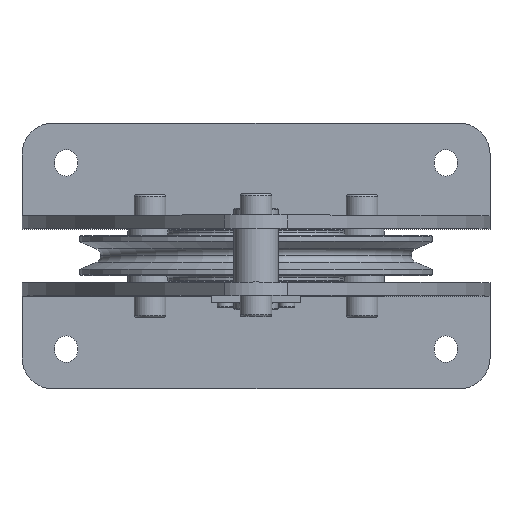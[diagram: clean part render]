
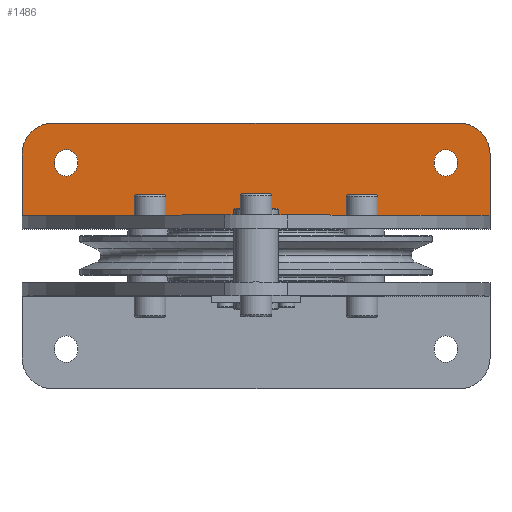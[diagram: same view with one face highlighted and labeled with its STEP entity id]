
A CAD part, top view. The second image highlights one B-rep face of the part: STEP entity #1486.
In plain terms, the highlighted planar face has unit normal (0, 0, 1).
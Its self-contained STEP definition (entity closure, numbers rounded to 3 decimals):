
#1486=ADVANCED_FACE('',(#3244,#3245,#3246),#3247,.T.);
#3244=FACE_BOUND('',#5276,.T.);
#3245=FACE_BOUND('',#5277,.T.);
#3246=FACE_OUTER_BOUND('',#5278,.T.);
#3247=PLANE('',#5279);
#5276=EDGE_LOOP('',(#9972,#9973,#9974,#9975));
#5277=EDGE_LOOP('',(#9976,#9977,#9978,#9979));
#5278=EDGE_LOOP('',(#9980,#9981,#9982,#9983,#9984,#9985));
#5279=AXIS2_PLACEMENT_3D('',#9986,#9987,#9988);
#9972=ORIENTED_EDGE('',*,*,#13821,.T.);
#9973=ORIENTED_EDGE('',*,*,#13822,.T.);
#9974=ORIENTED_EDGE('',*,*,#13823,.T.);
#9975=ORIENTED_EDGE('',*,*,#13824,.T.);
#9976=ORIENTED_EDGE('',*,*,#13825,.T.);
#9977=ORIENTED_EDGE('',*,*,#13826,.T.);
#9978=ORIENTED_EDGE('',*,*,#13827,.T.);
#9979=ORIENTED_EDGE('',*,*,#13828,.T.);
#9980=ORIENTED_EDGE('',*,*,#13829,.F.);
#9981=ORIENTED_EDGE('',*,*,#13807,.F.);
#9982=ORIENTED_EDGE('',*,*,#13819,.F.);
#9983=ORIENTED_EDGE('',*,*,#13790,.F.);
#9984=ORIENTED_EDGE('',*,*,#13830,.F.);
#9985=ORIENTED_EDGE('',*,*,#13831,.F.);
#9986=CARTESIAN_POINT('',(0.,96.546,-295.0));
#9987=DIRECTION('',(0.0,0.0,1.0));
#9988=DIRECTION('',(-1.0,0.0,0.0));
#13790=EDGE_CURVE('',#17109,#17111,#17112,.T.);
#13807=EDGE_CURVE('',#17140,#17142,#17143,.T.);
#13819=EDGE_CURVE('',#17111,#17140,#17156,.T.);
#13821=EDGE_CURVE('',#17158,#17159,#17160,.T.);
#13822=EDGE_CURVE('',#17159,#17161,#17162,.T.);
#13823=EDGE_CURVE('',#17161,#17163,#17164,.T.);
#13824=EDGE_CURVE('',#17163,#17158,#17165,.T.);
#13825=EDGE_CURVE('',#17166,#17167,#17168,.T.);
#13826=EDGE_CURVE('',#17167,#17169,#17170,.T.);
#13827=EDGE_CURVE('',#17169,#17171,#17172,.T.);
#13828=EDGE_CURVE('',#17171,#17166,#17173,.T.);
#13829=EDGE_CURVE('',#17142,#17174,#17175,.T.);
#13830=EDGE_CURVE('',#17176,#17109,#17177,.T.);
#13831=EDGE_CURVE('',#17174,#17176,#17178,.T.);
#17109=VERTEX_POINT('',#24636);
#17111=VERTEX_POINT('',#24639);
#17112=LINE('',#24640,#24641);
#17140=VERTEX_POINT('',#24676);
#17142=VERTEX_POINT('',#24679);
#17143=LINE('',#24680,#24681);
#17156=LINE('',#24697,#24698);
#17158=VERTEX_POINT('',#24700);
#17159=VERTEX_POINT('',#24701);
#17160=CIRCLE('',#24702,13.0);
#17161=VERTEX_POINT('',#24703);
#17162=LINE('',#24704,#24705);
#17163=VERTEX_POINT('',#24706);
#17164=CIRCLE('',#24707,13.0);
#17165=LINE('',#24708,#24709);
#17166=VERTEX_POINT('',#24710);
#17167=VERTEX_POINT('',#24711);
#17168=CIRCLE('',#24712,13.0);
#17169=VERTEX_POINT('',#24713);
#17170=LINE('',#24714,#24715);
#17171=VERTEX_POINT('',#24716);
#17172=CIRCLE('',#24717,13.0);
#17173=LINE('',#24718,#24719);
#17174=VERTEX_POINT('',#24720);
#17175=CIRCLE('',#24721,35.);
#17176=VERTEX_POINT('',#24722);
#17177=CIRCLE('',#24723,35.);
#17178=LINE('',#24724,#24725);
#24636=CARTESIAN_POINT('',(265.0,115.5,-295.0));
#24639=CARTESIAN_POINT('',(265.0,45.5,-295.0));
#24640=CARTESIAN_POINT('',(265.0,115.5,-295.0));
#24641=VECTOR('',#28896,1.0);
#24676=CARTESIAN_POINT('',(-265.0,45.5,-295.0));
#24679=CARTESIAN_POINT('',(-265.0,115.5,-295.0));
#24680=CARTESIAN_POINT('',(-265.0,45.5,-295.0));
#24681=VECTOR('',#28923,1.0);
#24697=CARTESIAN_POINT('',(0.,45.5,-295.0));
#24698=VECTOR('',#28942,1.0);
#24700=CARTESIAN_POINT('',(-228.0,107.5,-295.0));
#24701=CARTESIAN_POINT('',(-202.0,107.5,-295.0));
#24702=AXIS2_PLACEMENT_3D('',#28943,#28944,#28945);
#24703=CARTESIAN_POINT('',(-202.0,103.5,-295.0));
#24704=CARTESIAN_POINT('',(-202.0,101.023,-295.0));
#24705=VECTOR('',#28946,1.0);
#24706=CARTESIAN_POINT('',(-228.0,103.5,-295.0));
#24707=AXIS2_PLACEMENT_3D('',#28947,#28948,#28949);
#24708=CARTESIAN_POINT('',(-228.0,101.023,-295.0));
#24709=VECTOR('',#28950,1.0);
#24710=CARTESIAN_POINT('',(202.0,107.5,-295.0));
#24711=CARTESIAN_POINT('',(228.0,107.5,-295.0));
#24712=AXIS2_PLACEMENT_3D('',#28951,#28952,#28953);
#24713=CARTESIAN_POINT('',(228.0,103.5,-295.0));
#24714=CARTESIAN_POINT('',(228.0,101.023,-295.0));
#24715=VECTOR('',#28954,1.0);
#24716=CARTESIAN_POINT('',(202.0,103.5,-295.0));
#24717=AXIS2_PLACEMENT_3D('',#28955,#28956,#28957);
#24718=CARTESIAN_POINT('',(202.0,101.023,-295.0));
#24719=VECTOR('',#28958,1.0);
#24720=CARTESIAN_POINT('',(-230.,150.5,-295.0));
#24721=AXIS2_PLACEMENT_3D('',#28959,#28960,#28961);
#24722=CARTESIAN_POINT('',(230.0,150.5,-295.0));
#24723=AXIS2_PLACEMENT_3D('',#28962,#28963,#28964);
#24724=CARTESIAN_POINT('',(-230.0,150.5,-295.0));
#24725=VECTOR('',#28965,1.0);
#28896=DIRECTION('',(0.0,-1.0,0.0));
#28923=DIRECTION('',(0.0,1.0,0.0));
#28942=DIRECTION('',(-1.0,0.0,0.0));
#28943=CARTESIAN_POINT('',(-215.0,107.5,-295.0));
#28944=DIRECTION('',(-0.0,0.0,-1.0));
#28945=DIRECTION('',(-1.0,0.,0.0));
#28946=DIRECTION('',(0.0,-1.0,0.0));
#28947=CARTESIAN_POINT('',(-215.0,103.5,-295.0));
#28948=DIRECTION('',(0.0,0.0,-1.0));
#28949=DIRECTION('',(1.0,0.0,0.0));
#28950=DIRECTION('',(0.0,1.0,-0.0));
#28951=CARTESIAN_POINT('',(215.0,107.5,-295.0));
#28952=DIRECTION('',(-0.0,0.0,-1.0));
#28953=DIRECTION('',(-1.0,0.,0.0));
#28954=DIRECTION('',(0.0,-1.0,0.0));
#28955=CARTESIAN_POINT('',(215.0,103.5,-295.0));
#28956=DIRECTION('',(0.0,0.0,-1.0));
#28957=DIRECTION('',(1.0,0.0,0.0));
#28958=DIRECTION('',(0.0,1.0,-0.0));
#28959=CARTESIAN_POINT('',(-230.,115.5,-295.0));
#28960=DIRECTION('',(0.0,0.0,-1.0));
#28961=DIRECTION('',(0.,1.0,0.0));
#28962=CARTESIAN_POINT('',(230.,115.5,-295.0));
#28963=DIRECTION('',(0.0,0.0,-1.0));
#28964=DIRECTION('',(1.0,0.,0.0));
#28965=DIRECTION('',(1.0,0.0,0.0));
